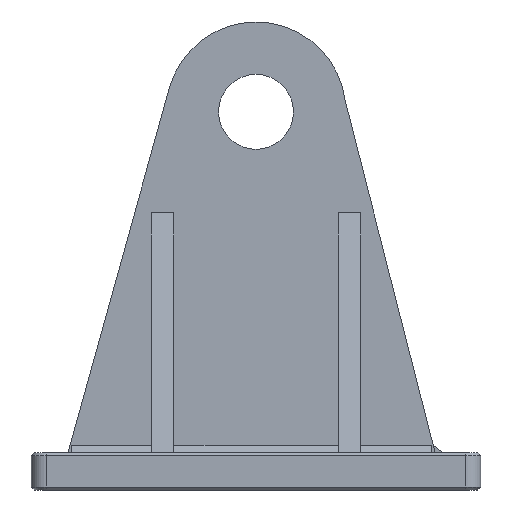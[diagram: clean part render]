
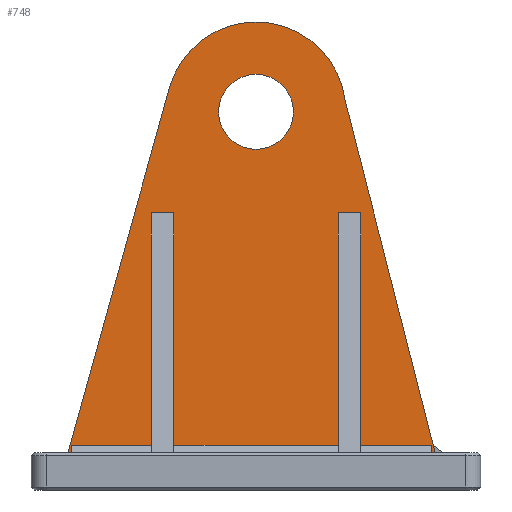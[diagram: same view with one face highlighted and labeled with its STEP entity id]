
A CAD part, front view. The second image highlights one B-rep face of the part: STEP entity #748.
In plain terms, the highlighted planar face has unit normal (0, -1, 0).
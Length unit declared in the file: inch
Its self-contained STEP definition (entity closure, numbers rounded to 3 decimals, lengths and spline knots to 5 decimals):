
#1 = ORIENTED_EDGE ( 'NONE', *, *, #1592, .F. ) ;
#56 = CARTESIAN_POINT ( 'NONE',  ( 0., -1.1811, 11.81102 ) ) ;
#69 = DIRECTION ( 'NONE',  ( 0., 1., 0. ) ) ;
#78 = FACE_BOUND ( 'NONE', #1449, .T. ) ;
#133 = CARTESIAN_POINT ( 'NONE',  ( 2.75591, -1.1811, 0.88583 ) ) ;
#169 = VERTEX_POINT ( 'NONE', #1264 ) ;
#255 = CARTESIAN_POINT ( 'NONE',  ( -1.99542, -1.1811, 11.09053 ) ) ;
#271 = CARTESIAN_POINT ( 'NONE',  ( -3.54331, -1.1811, 0.88583 ) ) ;
#273 = EDGE_CURVE ( 'NONE', #1885, #954, #2441, .T. ) ;
#296 = VERTEX_POINT ( 'NONE', #2410 ) ;
#299 = DIRECTION ( 'NONE',  ( 0., 0., 1. ) ) ;
#304 = EDGE_LOOP ( 'NONE', ( #1, #2516, #2244, #1821 ) ) ;
#327 = DIRECTION ( 'NONE',  ( -0.248, 0., 0.969 ) ) ;
#328 = CARTESIAN_POINT ( 'NONE',  ( -2.75591, -1.1811, 6.79134 ) ) ;
#348 = CIRCLE ( 'NONE', #589, 0.98425 ) ;
#429 = VECTOR ( 'NONE', #2275, 39.37008 ) ;
#459 = CARTESIAN_POINT ( 'NONE',  ( 0., -1.1811, 10.43307 ) ) ;
#483 = CARTESIAN_POINT ( 'NONE',  ( -4.94147, -1.1811, 0.49213 ) ) ;
#489 = DIRECTION ( 'NONE',  ( 1., 0., 0. ) ) ;
#502 = VECTOR ( 'NONE', #628, 39.37008 ) ;
#506 = VERTEX_POINT ( 'NONE', #1520 ) ;
#520 = PLANE ( 'NONE',  #854 ) ;
#525 = FACE_BOUND ( 'NONE', #2541, .T. ) ;
#531 = EDGE_CURVE ( 'NONE', #1294, #1143, #843, .T. ) ;
#589 = AXIS2_PLACEMENT_3D ( 'NONE', #1568, #1793, #1771 ) ;
#620 = EDGE_CURVE ( 'NONE', #169, #1752, #348, .T. ) ;
#628 = DIRECTION ( 'NONE',  ( -1., 0., 0. ) ) ;
#634 = EDGE_CURVE ( 'NONE', #1686, #1294, #2040, .T. ) ;
#647 = VERTEX_POINT ( 'NONE', #56 ) ;
#680 = EDGE_CURVE ( 'NONE', #2010, #1706, #1870, .T. ) ;
#684 = DIRECTION ( 'NONE',  ( -1., 0., 0. ) ) ;
#707 = CARTESIAN_POINT ( 'NONE',  ( -2.16535, -1.1811, 0.88583 ) ) ;
#748 = ADVANCED_FACE ( 'NONE', ( #1797, #78, #2328, #525 ), #520, .F. ) ;
#813 = CARTESIAN_POINT ( 'NONE',  ( 1.3772, -1.1811, 13.52429 ) ) ;
#832 = CARTESIAN_POINT ( 'NONE',  ( -2.75591, -1.1811, 0.88583 ) ) ;
#843 = LINE ( 'NONE', #1727, #1699 ) ;
#844 = VECTOR ( 'NONE', #2177, 39.37008 ) ;
#854 = AXIS2_PLACEMENT_3D ( 'NONE', #2729, #69, #299 ) ;
#856 = LINE ( 'NONE', #2228, #2787 ) ;
#865 = CARTESIAN_POINT ( 'NONE',  ( 0., -1.1811, 9.44882 ) ) ;
#866 = VERTEX_POINT ( 'NONE', #1823 ) ;
#903 = EDGE_CURVE ( 'NONE', #866, #2611, #2293, .T. ) ;
#933 = DIRECTION ( 'NONE',  ( 0., 1., 0. ) ) ;
#954 = VERTEX_POINT ( 'NONE', #133 ) ;
#977 = DIRECTION ( 'NONE',  ( 0., 1., 0. ) ) ;
#1047 = VECTOR ( 'NONE', #489, 39.37008 ) ;
#1060 = ORIENTED_EDGE ( 'NONE', *, *, #531, .F. ) ;
#1086 = DIRECTION ( 'NONE',  ( 0., 1., 0. ) ) ;
#1143 = VERTEX_POINT ( 'NONE', #832 ) ;
#1188 = CARTESIAN_POINT ( 'NONE',  ( 0., -1.1811, 9.44882 ) ) ;
#1213 = VECTOR ( 'NONE', #2016, 39.37008 ) ;
#1258 = LINE ( 'NONE', #271, #1047 ) ;
#1264 = CARTESIAN_POINT ( 'NONE',  ( 0., -1.1811, 8.46457 ) ) ;
#1294 = VERTEX_POINT ( 'NONE', #328 ) ;
#1299 = CIRCLE ( 'NONE', #2507, 2.3622 ) ;
#1333 = CARTESIAN_POINT ( 'NONE',  ( -4.94147, -1.1811, 0.49213 ) ) ;
#1366 = ORIENTED_EDGE ( 'NONE', *, *, #2638, .F. ) ;
#1400 = VECTOR ( 'NONE', #684, 39.37008 ) ;
#1401 = CARTESIAN_POINT ( 'NONE',  ( 2.75591, -1.1811, 6.79134 ) ) ;
#1424 = LINE ( 'NONE', #1333, #1213 ) ;
#1449 = EDGE_LOOP ( 'NONE', ( #2407, #1366, #1060, #1953 ) ) ;
#1456 = CARTESIAN_POINT ( 'NONE',  ( -2.27591, -1.1811, 10.08146 ) ) ;
#1520 = CARTESIAN_POINT ( 'NONE',  ( 2.16535, -1.1811, 0.88583 ) ) ;
#1524 = CARTESIAN_POINT ( 'NONE',  ( 2.75591, -1.1811, 6.79134 ) ) ;
#1568 = CARTESIAN_POINT ( 'NONE',  ( 0., -1.1811, 9.44882 ) ) ;
#1592 = EDGE_CURVE ( 'NONE', #506, #954, #856, .T. ) ;
#1622 = LINE ( 'NONE', #2716, #429 ) ;
#1686 = VERTEX_POINT ( 'NONE', #2485 ) ;
#1699 = VECTOR ( 'NONE', #1719, 39.37008 ) ;
#1706 = VERTEX_POINT ( 'NONE', #483 ) ;
#1715 = VERTEX_POINT ( 'NONE', #707 ) ;
#1719 = DIRECTION ( 'NONE',  ( 0., 0., -1. ) ) ;
#1727 = CARTESIAN_POINT ( 'NONE',  ( -2.75591, -1.1811, 6.79134 ) ) ;
#1752 = VERTEX_POINT ( 'NONE', #459 ) ;
#1764 = CIRCLE ( 'NONE', #2770, 0.98425 ) ;
#1771 = DIRECTION ( 'NONE',  ( 0., 0., 1. ) ) ;
#1793 = DIRECTION ( 'NONE',  ( 0., 1., 0. ) ) ;
#1797 = FACE_OUTER_BOUND ( 'NONE', #2045, .T. ) ;
#1819 = CARTESIAN_POINT ( 'NONE',  ( 2.34404, -1.1811, 9.74116 ) ) ;
#1821 = ORIENTED_EDGE ( 'NONE', *, *, #273, .T. ) ;
#1823 = CARTESIAN_POINT ( 'NONE',  ( 4.70779, -1.1811, 0.49213 ) ) ;
#1838 = DIRECTION ( 'NONE',  ( 0., 0., 1. ) ) ;
#1854 = ORIENTED_EDGE ( 'NONE', *, *, #680, .T. ) ;
#1870 = LINE ( 'NONE', #255, #2473 ) ;
#1885 = VERTEX_POINT ( 'NONE', #1401 ) ;
#1893 = EDGE_CURVE ( 'NONE', #2010, #647, #1299, .T. ) ;
#1940 = EDGE_CURVE ( 'NONE', #647, #2611, #2374, .T. ) ;
#1944 = DIRECTION ( 'NONE',  ( 0., 0., 1. ) ) ;
#1953 = ORIENTED_EDGE ( 'NONE', *, *, #634, .F. ) ;
#1998 = CARTESIAN_POINT ( 'NONE',  ( 0., -1.1811, 6.79134 ) ) ;
#2010 = VERTEX_POINT ( 'NONE', #1456 ) ;
#2016 = DIRECTION ( 'NONE',  ( 1., 0., 0. ) ) ;
#2022 = CARTESIAN_POINT ( 'NONE',  ( -2.16535, -1.1811, 6.79134 ) ) ;
#2040 = LINE ( 'NONE', #1998, #1400 ) ;
#2045 = EDGE_LOOP ( 'NONE', ( #2186, #2620, #2761, #2369, #1854 ) ) ;
#2119 = VECTOR ( 'NONE', #2475, 39.37008 ) ;
#2175 = CARTESIAN_POINT ( 'NONE',  ( 0., -1.1811, 6.79134 ) ) ;
#2177 = DIRECTION ( 'NONE',  ( 0., 0., -1. ) ) ;
#2186 = ORIENTED_EDGE ( 'NONE', *, *, #2304, .T. ) ;
#2200 = AXIS2_PLACEMENT_3D ( 'NONE', #2295, #977, #2520 ) ;
#2209 = ORIENTED_EDGE ( 'NONE', *, *, #620, .T. ) ;
#2228 = CARTESIAN_POINT ( 'NONE',  ( -3.54331, -1.1811, 0.88583 ) ) ;
#2240 = EDGE_CURVE ( 'NONE', #1885, #296, #2338, .T. ) ;
#2244 = ORIENTED_EDGE ( 'NONE', *, *, #2240, .F. ) ;
#2275 = DIRECTION ( 'NONE',  ( 0., 0., -1. ) ) ;
#2293 = LINE ( 'NONE', #813, #2804 ) ;
#2295 = CARTESIAN_POINT ( 'NONE',  ( 0., -1.1811, 9.44882 ) ) ;
#2304 = EDGE_CURVE ( 'NONE', #1706, #866, #1424, .T. ) ;
#2328 = FACE_BOUND ( 'NONE', #304, .T. ) ;
#2338 = LINE ( 'NONE', #2175, #502 ) ;
#2369 = ORIENTED_EDGE ( 'NONE', *, *, #1893, .F. ) ;
#2374 = CIRCLE ( 'NONE', #2200, 2.3622 ) ;
#2407 = ORIENTED_EDGE ( 'NONE', *, *, #2551, .T. ) ;
#2410 = CARTESIAN_POINT ( 'NONE',  ( 2.16535, -1.1811, 6.79134 ) ) ;
#2436 = DIRECTION ( 'NONE',  ( 1., 0., 0. ) ) ;
#2441 = LINE ( 'NONE', #1524, #844 ) ;
#2473 = VECTOR ( 'NONE', #2478, 39.37008 ) ;
#2475 = DIRECTION ( 'NONE',  ( 0., 0., -1. ) ) ;
#2478 = DIRECTION ( 'NONE',  ( -0.268, 0., -0.963 ) ) ;
#2485 = CARTESIAN_POINT ( 'NONE',  ( -2.16535, -1.1811, 6.79134 ) ) ;
#2507 = AXIS2_PLACEMENT_3D ( 'NONE', #1188, #933, #1838 ) ;
#2516 = ORIENTED_EDGE ( 'NONE', *, *, #2581, .F. ) ;
#2520 = DIRECTION ( 'NONE',  ( 0., 0., 1. ) ) ;
#2541 = EDGE_LOOP ( 'NONE', ( #2720, #2209 ) ) ;
#2551 = EDGE_CURVE ( 'NONE', #1686, #1715, #2753, .T. ) ;
#2581 = EDGE_CURVE ( 'NONE', #296, #506, #1622, .T. ) ;
#2611 = VERTEX_POINT ( 'NONE', #1819 ) ;
#2620 = ORIENTED_EDGE ( 'NONE', *, *, #903, .T. ) ;
#2638 = EDGE_CURVE ( 'NONE', #1143, #1715, #1258, .T. ) ;
#2716 = CARTESIAN_POINT ( 'NONE',  ( 2.16535, -1.1811, 6.79134 ) ) ;
#2720 = ORIENTED_EDGE ( 'NONE', *, *, #2747, .T. ) ;
#2729 = CARTESIAN_POINT ( 'NONE',  ( -4.94147, -1.1811, 11.90945 ) ) ;
#2747 = EDGE_CURVE ( 'NONE', #1752, #169, #1764, .T. ) ;
#2753 = LINE ( 'NONE', #2022, #2119 ) ;
#2761 = ORIENTED_EDGE ( 'NONE', *, *, #1940, .F. ) ;
#2770 = AXIS2_PLACEMENT_3D ( 'NONE', #865, #1086, #1944 ) ;
#2787 = VECTOR ( 'NONE', #2436, 39.37008 ) ;
#2804 = VECTOR ( 'NONE', #327, 39.37008 ) ;
